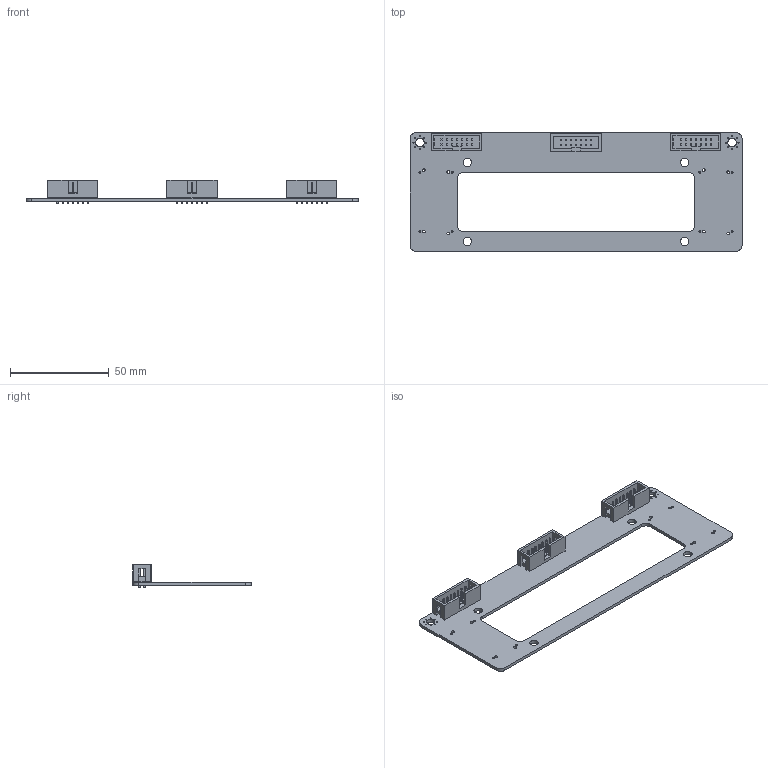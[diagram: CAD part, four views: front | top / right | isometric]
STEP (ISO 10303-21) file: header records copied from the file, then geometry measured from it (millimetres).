
FILE_DESCRIPTION(('KiCad electronic assembly'),'2;1');
FILE_NAME('lim_baseboard.step','2020-01-10T00:23:50',('An Author'),( 'A Company'),'Open CASCADE STEP processor 7.4', 'KiCad to STEP converter','Unknown');
FILE_SCHEMA(('AUTOMOTIVE_DESIGN { 1 0 10303 214 1 1 1 1 }'));
Length unit declared in the file: millimetre
Products named in the file (4): Open CASCADE STEP translator 7.4 1; IDC-Header_2x07_P2.54mm_Vertical; SOLID; COMPOUND
Assembly tree (5 placements, depth 3):
  Open CASCADE STEP translator 7.4 1
    IDC-Header_2x07_P2.54mm_Vertical  x3
      SOLID
    COMPOUND
Bounding box: 168 x 60 x 12.1 mm (x, y, z)
Volume: 13125.1 mm3; surface area: 19398.9 mm2
Topology: 4 solids, 4 shells, 980 faces, 2328 edges, 1446 vertices
Faces by surface type: plane 865, cylinder 115
Full cylindrical faces by diameter (mm): 0.6 x16, 1 x26, 1.016 x42, 1.45 x8, 4.3 x6
Entity records: 26514 total; most frequent: CARTESIAN_POINT 3984, DIRECTION 3888, LINE 2504, VECTOR 2504, ORIENTED_EDGE 1936, PCURVE 1936, DEFINITIONAL_REPRESENTATION 1936, EDGE_CURVE 968
